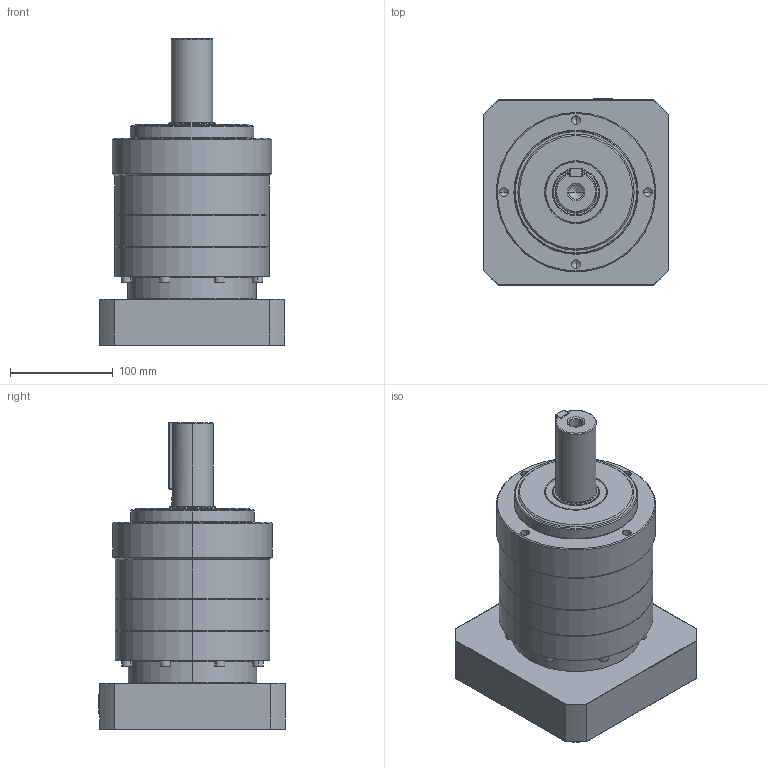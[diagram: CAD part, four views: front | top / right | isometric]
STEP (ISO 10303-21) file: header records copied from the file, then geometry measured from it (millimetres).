
FILE_DESCRIPTION (( 'STEP AP203' ), '1' );
FILE_NAME ('PGA155-25A6.step', '2019-12-03T14:53:02', ( '' ), ( '' ), 'SwSTEP 2.0', 'SolidWorks 2019', '' );
FILE_SCHEMA (( 'CONFIG_CONTROL_DESIGN' ));
Length unit declared in the file: millimetre
Products named in the file (1): PGA155-25A6
Bounding box: 180 x 181 x 298.5 mm (x, y, z)
Volume: 4003571.1 mm3; surface area: 247966 mm2
Topology: 1 solids, 1 shells, 499 faces, 1294 edges, 796 vertices
Faces by surface type: plane 206, cylinder 127, cone 114, torus 52
Entity records: 15205 total; most frequent: CARTESIAN_POINT 3325, DIRECTION 2524, ORIENTED_EDGE 2476, EDGE_CURVE 1238, AXIS2_PLACEMENT_3D 979, VERTEX_POINT 796, VECTOR 566, LINE 566
